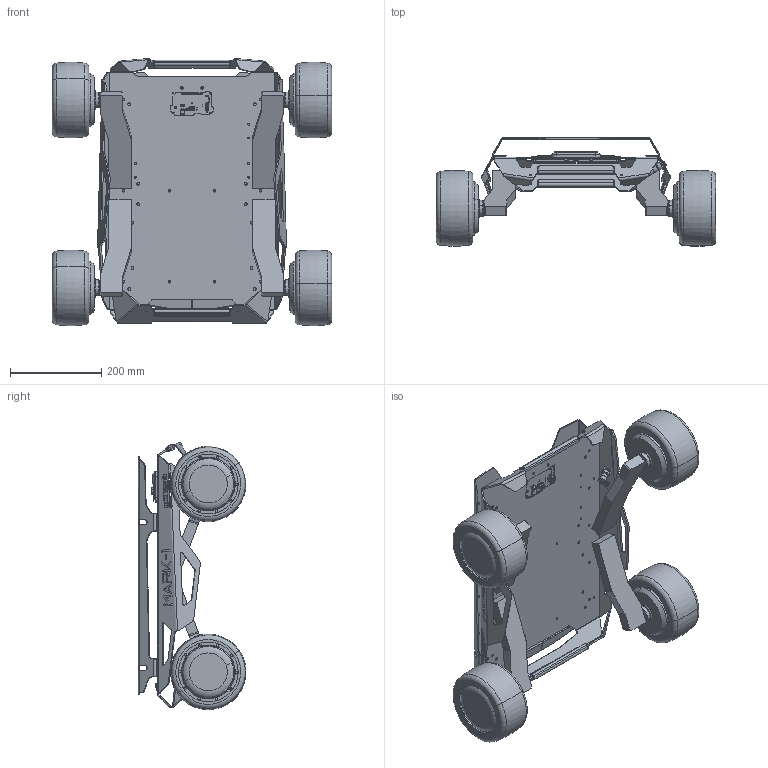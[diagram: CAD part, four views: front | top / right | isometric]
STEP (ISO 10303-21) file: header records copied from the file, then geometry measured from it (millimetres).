
FILE_DESCRIPTION (( 'STEP AP214' ), '1' );
FILE_NAME ('MARK船厒謫潠趙.STEP', '2022-11-14T11:14:23', ( '' ), ( '' ), 'SwSTEP 2.0', 'SolidWorks 2021', '' );
FILE_SCHEMA (( 'AUTOMOTIVE_DESIGN' ));
Length unit declared in the file: millimetre
Products named in the file (1): MARK船厒謫潠趙
Bounding box: 614.09 x 237.2 x 586.7 mm (x, y, z)
Surface area: 1446594 mm2 (no closed solid volume)
Topology: 0 solids, 182 shells, 1655 faces, 8572 edges, 7002 vertices
Faces by surface type: plane 743, cylinder 702, bspline 82, torus 75, cone 51, sphere 2
Entity records: 112214 total; most frequent: CARTESIAN_POINT 29457, DIRECTION 12108, ORIENTED_EDGE 11880, EDGE_CURVE 8566, VERTEX_POINT 7000, VECTOR 4814, LINE 4814, AXIS2_PLACEMENT_3D 3647
